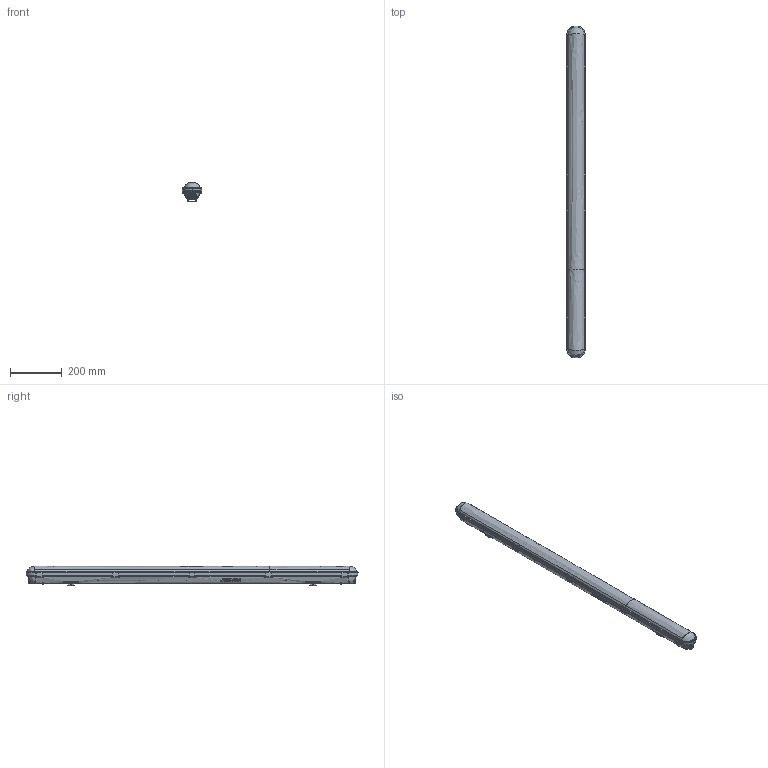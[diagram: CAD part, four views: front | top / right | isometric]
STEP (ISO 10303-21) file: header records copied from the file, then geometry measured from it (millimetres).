
FILE_DESCRIPTION (( 'STEP AP214' ), '1' );
FILE_NAME ('PRACHT_LUNA ECO_1200mm.step', '2023-02-21T14:49:19', ( '' ), ( '' ), 'SwSTEP 2.0', 'SolidWorks 2022', '' );
FILE_SCHEMA (( 'AUTOMOTIVE_DESIGN' ));
Length unit declared in the file: millimetre
Products named in the file (11): WL0118_003002_X_Geräteträgeraufnahme; PRACHT_LUNA ECO_1200mm; WL0118_001000_X_Gehäuseclip vormontiert; WL0118_003001_X_Gehäuse 1200; WL0118_000001_X_Wanne 1200; WL0118_001002_X_Gehäuseclip; WL0118_003004_X_Würgestopfen; WL0118_003003_X_Sicherungsband; WL0118_003000_X_Gehäuse vormontiert_X_1200 mm; WL0118_001001_X_Bügel; WL0118_000002_X_Befestigungsklammer
Assembly tree (23 placements, depth 3):
  PRACHT_LUNA ECO_1200mm
    WL0118_003000_X_Gehäuse vormontiert_X_1200 mm
      WL0118_003001_X_Gehäuse 1200
      WL0118_003004_X_Würgestopfen  x2
      WL0118_003002_X_Geräteträgeraufnahme  x2
      WL0118_003003_X_Sicherungsband  x2
    WL0118_000002_X_Befestigungsklammer  x2
    WL0118_001000_X_Gehäuseclip vormontiert  x10
      WL0118_001001_X_Bügel
      WL0118_001002_X_Gehäuseclip
    WL0118_000001_X_Wanne 1200
Bounding box: 74.06 x 1284.5 x 76.31 mm (x, y, z)
Volume: 560680.6 mm3; surface area: 713811.6 mm2
Topology: 30 solids, 30 shells, 4737 faces, 12739 edges, 8128 vertices
Faces by surface type: plane 1913, cylinder 1806, bspline 526, torus 256, cone 172, sphere 64
Entity records: 134239 total; most frequent: CARTESIAN_POINT 51115, ORIENTED_EDGE 18800, DIRECTION 15453, EDGE_CURVE 9400, VERTEX_POINT 6032, AXIS2_PLACEMENT_3D 5177, LINE 5099, VECTOR 5099
